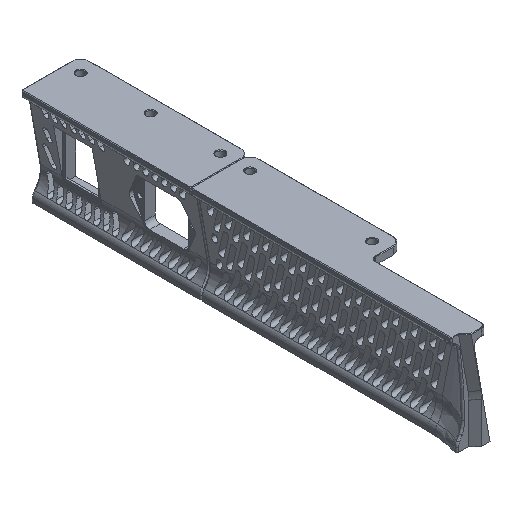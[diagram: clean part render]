
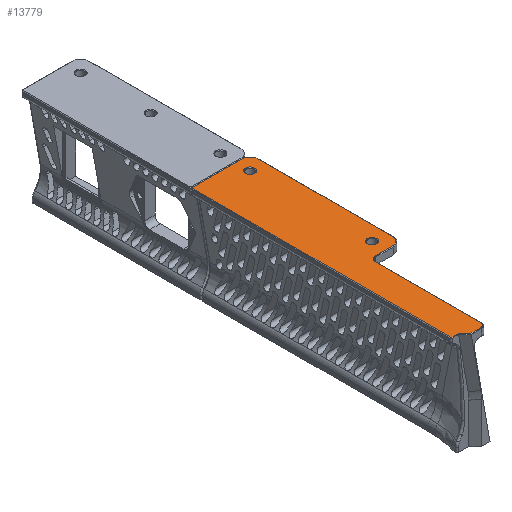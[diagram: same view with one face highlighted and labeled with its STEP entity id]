
A CAD part, isometric view. The second image highlights one B-rep face of the part: STEP entity #13779.
In plain terms, the highlighted face is planar.
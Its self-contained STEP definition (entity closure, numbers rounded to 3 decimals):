
#917=FACE_BOUND('',#2076,.T.);
#918=FACE_BOUND('',#2077,.T.);
#1087=PLANE('',#14506);
#1399=FACE_OUTER_BOUND('',#2075,.T.);
#2075=EDGE_LOOP('',(#9168,#9169,#9170,#9171,#9172,#9173,#9174,#9175,#9176,
#9177,#9178,#9179,#9180,#9181));
#2076=EDGE_LOOP('',(#9182));
#2077=EDGE_LOOP('',(#9183));
#2878=LINE('',#19825,#4077);
#2883=LINE('',#19839,#4082);
#2886=LINE('',#19845,#4085);
#2889=LINE('',#19851,#4088);
#2893=LINE('',#19863,#4092);
#2897=LINE('',#19875,#4096);
#2901=LINE('',#19887,#4100);
#2905=LINE('',#19899,#4104);
#4077=VECTOR('',#15885,10.);
#4082=VECTOR('',#15898,10.);
#4085=VECTOR('',#15903,10.);
#4088=VECTOR('',#15908,10.);
#4092=VECTOR('',#15920,10.);
#4096=VECTOR('',#15932,10.);
#4100=VECTOR('',#15944,10.);
#4104=VECTOR('',#15956,10.);
#5278=CIRCLE('',#14476,3.1);
#5280=CIRCLE('',#14479,3.1);
#5281=CIRCLE('',#14482,0.6);
#5283=CIRCLE('',#14488,2.6);
#5285=CIRCLE('',#14492,3.4);
#5287=CIRCLE('',#14496,5.6);
#5289=CIRCLE('',#14500,5.6);
#5291=CIRCLE('',#14504,0.6);
#5474=VERTEX_POINT('',#19813);
#5476=VERTEX_POINT('',#19819);
#5477=VERTEX_POINT('',#19823);
#5478=VERTEX_POINT('',#19824);
#5481=VERTEX_POINT('',#19832);
#5483=VERTEX_POINT('',#19838);
#5485=VERTEX_POINT('',#19844);
#5487=VERTEX_POINT('',#19850);
#5489=VERTEX_POINT('',#19856);
#5491=VERTEX_POINT('',#19862);
#5493=VERTEX_POINT('',#19868);
#5495=VERTEX_POINT('',#19874);
#5497=VERTEX_POINT('',#19880);
#5499=VERTEX_POINT('',#19886);
#5501=VERTEX_POINT('',#19892);
#5503=VERTEX_POINT('',#19898);
#6905=EDGE_CURVE('',#5474,#5474,#5278,.T.);
#6908=EDGE_CURVE('',#5476,#5476,#5280,.T.);
#6909=EDGE_CURVE('',#5477,#5478,#2878,.T.);
#6913=EDGE_CURVE('',#5478,#5481,#5281,.T.);
#6916=EDGE_CURVE('',#5481,#5483,#2883,.T.);
#6919=EDGE_CURVE('',#5483,#5485,#2886,.T.);
#6922=EDGE_CURVE('',#5485,#5487,#2889,.T.);
#6925=EDGE_CURVE('',#5487,#5489,#5283,.T.);
#6928=EDGE_CURVE('',#5489,#5491,#2893,.T.);
#6931=EDGE_CURVE('',#5491,#5493,#5285,.T.);
#6934=EDGE_CURVE('',#5493,#5495,#2897,.T.);
#6937=EDGE_CURVE('',#5495,#5497,#5287,.T.);
#6940=EDGE_CURVE('',#5497,#5499,#2901,.T.);
#6943=EDGE_CURVE('',#5499,#5501,#5289,.T.);
#6946=EDGE_CURVE('',#5501,#5503,#2905,.T.);
#6949=EDGE_CURVE('',#5503,#5477,#5291,.T.);
#9168=ORIENTED_EDGE('',*,*,#6909,.T.);
#9169=ORIENTED_EDGE('',*,*,#6913,.T.);
#9170=ORIENTED_EDGE('',*,*,#6916,.T.);
#9171=ORIENTED_EDGE('',*,*,#6919,.T.);
#9172=ORIENTED_EDGE('',*,*,#6922,.T.);
#9173=ORIENTED_EDGE('',*,*,#6925,.T.);
#9174=ORIENTED_EDGE('',*,*,#6928,.T.);
#9175=ORIENTED_EDGE('',*,*,#6931,.T.);
#9176=ORIENTED_EDGE('',*,*,#6934,.T.);
#9177=ORIENTED_EDGE('',*,*,#6937,.T.);
#9178=ORIENTED_EDGE('',*,*,#6940,.T.);
#9179=ORIENTED_EDGE('',*,*,#6943,.T.);
#9180=ORIENTED_EDGE('',*,*,#6946,.T.);
#9181=ORIENTED_EDGE('',*,*,#6949,.T.);
#9182=ORIENTED_EDGE('',*,*,#6905,.F.);
#9183=ORIENTED_EDGE('',*,*,#6908,.F.);
#13779=ADVANCED_FACE('',(#1399,#917,#918),#1087,.T.);
#14476=AXIS2_PLACEMENT_3D('',#19815,#15874,#15875);
#14479=AXIS2_PLACEMENT_3D('',#19821,#15881,#15882);
#14482=AXIS2_PLACEMENT_3D('',#19833,#15891,#15892);
#14488=AXIS2_PLACEMENT_3D('',#19857,#15913,#15914);
#14492=AXIS2_PLACEMENT_3D('',#19869,#15925,#15926);
#14496=AXIS2_PLACEMENT_3D('',#19881,#15937,#15938);
#14500=AXIS2_PLACEMENT_3D('',#19893,#15949,#15950);
#14504=AXIS2_PLACEMENT_3D('',#19904,#15961,#15962);
#14506=AXIS2_PLACEMENT_3D('',#19906,#15965,#15966);
#15874=DIRECTION('center_axis',(0.,0.,
-1.));
#15875=DIRECTION('ref_axis',(1.,0.,0.));
#15881=DIRECTION('center_axis',(0.,0.,
-1.));
#15882=DIRECTION('ref_axis',(1.,0.,0.));
#15885=DIRECTION('',(0.,-1.,0.));
#15891=DIRECTION('center_axis',(0.,0.,-1.));
#15892=DIRECTION('ref_axis',(0.707,-0.707,0.));
#15898=DIRECTION('',(-1.,0.,0.));
#15903=DIRECTION('',(-0.712,-0.702,0.));
#15908=DIRECTION('',(-1.,0.,0.));
#15913=DIRECTION('center_axis',(0.,0.,-1.));
#15914=DIRECTION('ref_axis',(-0.707,-0.707,0.));
#15920=DIRECTION('',(0.,1.,0.));
#15925=DIRECTION('center_axis',(0.,0.,1.));
#15926=DIRECTION('ref_axis',(0.707,0.707,0.));
#15932=DIRECTION('',(-1.,0.,0.));
#15937=DIRECTION('center_axis',(0.,0.,-1.));
#15938=DIRECTION('ref_axis',(-0.707,-0.707,0.));
#15944=DIRECTION('',(0.,1.,0.));
#15949=DIRECTION('center_axis',(0.,0.,-1.));
#15950=DIRECTION('ref_axis',(-0.707,0.707,0.));
#15956=DIRECTION('',(1.,0.,0.));
#15961=DIRECTION('center_axis',(0.,0.,-1.));
#15962=DIRECTION('ref_axis',(0.707,0.707,0.));
#15965=DIRECTION('center_axis',(0.,0.,
-1.));
#15966=DIRECTION('ref_axis',(1.,0.,0.));
#19813=CARTESIAN_POINT('',(6.9,-384.,-0.4));
#19815=CARTESIAN_POINT('Origin',(10.,-384.,-0.4));
#19819=CARTESIAN_POINT('',(6.9,-302.,-0.4));
#19821=CARTESIAN_POINT('Origin',(10.,-302.,-0.4));
#19823=CARTESIAN_POINT('',(39.6,-293.,-0.4));
#19824=CARTESIAN_POINT('',(39.6,-466.,-0.4));
#19825=CARTESIAN_POINT('',(39.6,-467.,-0.4));
#19832=CARTESIAN_POINT('',(39.,-466.6,-0.4));
#19833=CARTESIAN_POINT('Origin',(39.,-466.,-0.4));
#19838=CARTESIAN_POINT('',(34.83,-466.6,-0.4));
#19839=CARTESIAN_POINT('',(32.625,-466.6,-0.4));
#19844=CARTESIAN_POINT('',(30.514,-470.85,-0.4));
#19845=CARTESIAN_POINT('',(55.742,-446.006,-0.4));
#19850=CARTESIAN_POINT('',(23.5,-470.85,-0.4));
#19851=CARTESIAN_POINT('',(25.375,-470.85,-0.4));
#19856=CARTESIAN_POINT('',(20.9,-468.25,-0.4));
#19857=CARTESIAN_POINT('Origin',(23.5,-468.25,-0.4));
#19862=CARTESIAN_POINT('',(20.9,-397.,-0.4));
#19863=CARTESIAN_POINT('',(20.9,-471.25,-0.4));
#19868=CARTESIAN_POINT('',(17.5,-393.6,-0.4));
#19869=CARTESIAN_POINT('Origin',(17.5,-397.,-0.4));
#19874=CARTESIAN_POINT('',(6.,-393.6,-0.4));
#19875=CARTESIAN_POINT('',(20.5,-393.6,-0.4));
#19880=CARTESIAN_POINT('',(0.4,-388.,-0.4));
#19881=CARTESIAN_POINT('Origin',(6.,-388.,-0.4));
#19886=CARTESIAN_POINT('',(0.4,-298.,-0.4));
#19887=CARTESIAN_POINT('',(0.4,-394.,-0.4));
#19892=CARTESIAN_POINT('',(6.,-292.4,-0.4));
#19893=CARTESIAN_POINT('Origin',(6.,-298.,-0.4));
#19898=CARTESIAN_POINT('',(39.,-292.4,-0.4));
#19899=CARTESIAN_POINT('',(25.127,-292.4,-0.4));
#19904=CARTESIAN_POINT('Origin',(39.,-293.,-0.4));
#19906=CARTESIAN_POINT('Origin',(23.772,-377.497,-0.4));
